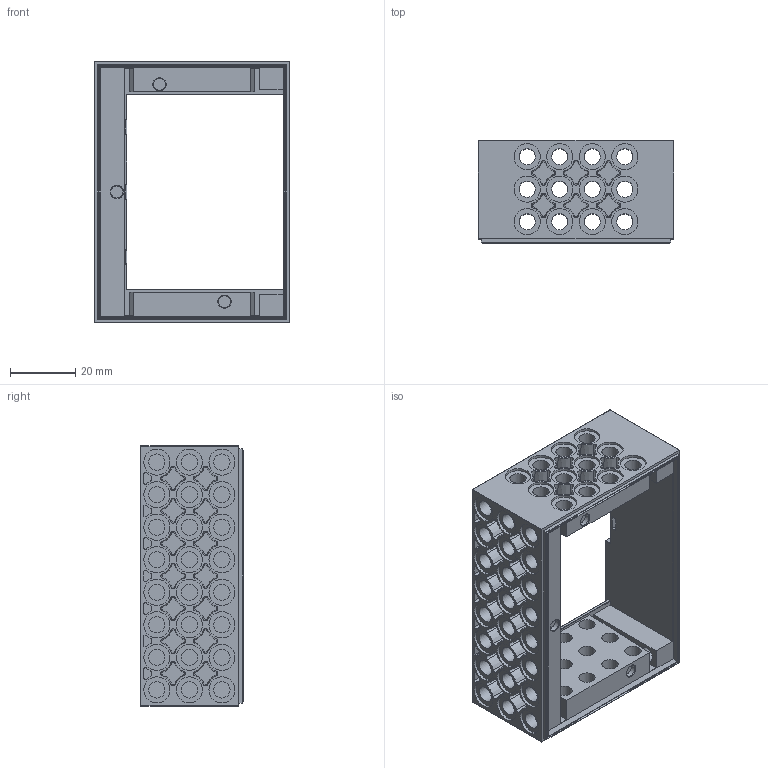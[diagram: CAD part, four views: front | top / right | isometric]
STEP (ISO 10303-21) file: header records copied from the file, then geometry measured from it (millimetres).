
FILE_DESCRIPTION(/* description */ (''),/* implementation_level */ '2;1');
FILE_NAME(/* name */ 'BACA_1.stp',/* time_stamp */ '2019-05-31T12:28:49+02:00',/* author */ ('Varga Daniel'),/* organization */ (''),/* preprocessor_version */ 'ST-DEVELOPER v18',/* originating_system */ 'Autodesk Inventor 2020',/* authorisation */ '');
FILE_SCHEMA (('AUTOMOTIVE_DESIGN { 1 0 10303 214 3 1 1 }'));
Length unit declared in the file: millimetre
Products named in the file (1): BACA_1
Bounding box: 60 x 31.6 x 80 mm (x, y, z)
Volume: 34193.3 mm3; surface area: 32306.8 mm2
Topology: 1 solids, 1 shells, 601 faces, 1547 edges, 1040 vertices
Faces by surface type: cone 211, cylinder 194, plane 178, sphere 14, torus 4
Full cylindrical faces by diameter (mm): 3.7 x3, 5 x54, 8 x54
Entity records: 19078 total; most frequent: DIRECTION 3645, CARTESIAN_POINT 3189, ORIENTED_EDGE 3094, EDGE_CURVE 1547, AXIS2_PLACEMENT_3D 1496, VERTEX_POINT 1040, CIRCLE 878, EDGE_LOOP 805
